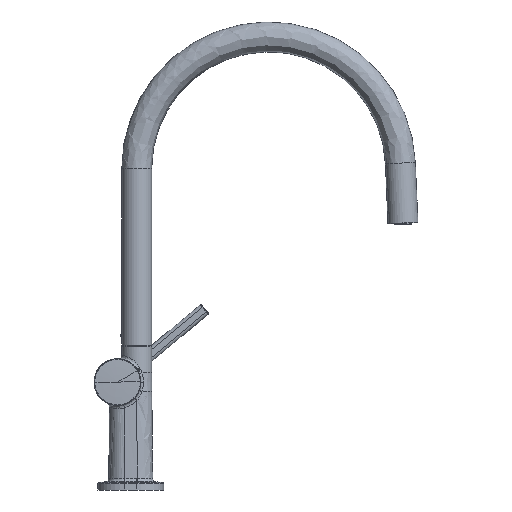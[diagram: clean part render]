
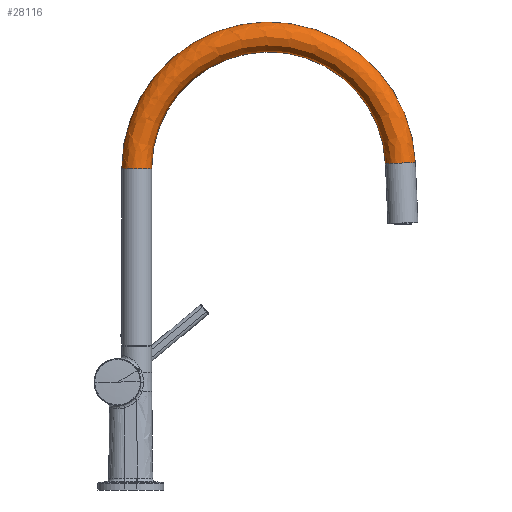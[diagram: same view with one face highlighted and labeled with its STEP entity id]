
A CAD part, front view. The second image highlights one B-rep face of the part: STEP entity #28116.
In plain terms, the highlighted free-form (B-spline) face has degree [5, 5] with [9, 6] control points.
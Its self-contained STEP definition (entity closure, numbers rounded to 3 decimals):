
#27671=CARTESIAN_POINT(' ',(0.,12.5,147.043));
#27676=CARTESIAN_POINT(' ',(8.333,12.5,147.043));
#27681=CARTESIAN_POINT(' ',(15.625,6.25,147.043));
#27686=CARTESIAN_POINT(' ',(16.667,-4.167,147.043));
#27691=CARTESIAN_POINT(' ',(10.,-12.5,147.043));
#27696=CARTESIAN_POINT(' ',(0.,-12.5,147.043));
#27701=CARTESIAN_POINT(' ',(0.,12.5,177.286));
#27706=CARTESIAN_POINT(' ',(8.333,12.5,177.286));
#27711=CARTESIAN_POINT(' ',(15.625,6.25,179.225));
#27716=CARTESIAN_POINT(' ',(16.667,-4.167,182.456));
#27721=CARTESIAN_POINT(' ',(10.,-12.5,185.041));
#27726=CARTESIAN_POINT(' ',(0.,-12.5,185.041));
#27731=CARTESIAN_POINT(' ',(0.,24.226,207.529));
#27736=CARTESIAN_POINT(' ',(8.333,24.226,207.529));
#27741=CARTESIAN_POINT(' ',(15.625,18.728,211.406));
#27746=CARTESIAN_POINT(' ',(16.667,9.564,217.869));
#27751=CARTESIAN_POINT(' ',(10.,2.233,223.038));
#27756=CARTESIAN_POINT(' ',(0.,2.233,223.038));
#27761=CARTESIAN_POINT(' ',(0.,47.657,231.477));
#27766=CARTESIAN_POINT(' ',(8.333,47.657,231.477));
#27771=CARTESIAN_POINT(' ',(15.625,43.661,236.89));
#27776=CARTESIAN_POINT(' ',(16.667,37.,245.91));
#27781=CARTESIAN_POINT(' ',(10.,31.672,253.127));
#27786=CARTESIAN_POINT(' ',(0.,31.672,253.127));
#27791=CARTESIAN_POINT(' ',(0.,107.617,256.243));
#27796=CARTESIAN_POINT(' ',(8.333,107.617,256.243));
#27801=CARTESIAN_POINT(' ',(15.625,107.465,263.243));
#27806=CARTESIAN_POINT(' ',(16.667,107.21,274.91));
#27811=CARTESIAN_POINT(' ',(10.,107.006,284.243));
#27816=CARTESIAN_POINT(' ',(0.,107.006,284.243));
#27821=CARTESIAN_POINT(' ',(0.,168.6,234.116));
#27826=CARTESIAN_POINT(' ',(8.333,168.6,234.116));
#27831=CARTESIAN_POINT(' ',(15.625,172.357,239.698));
#27836=CARTESIAN_POINT(' ',(16.667,178.618,249.));
#27841=CARTESIAN_POINT(' ',(10.,183.626,256.442));
#27846=CARTESIAN_POINT(' ',(0.,183.626,256.442));
#27851=CARTESIAN_POINT(' ',(0.,193.054,211.213));
#27856=CARTESIAN_POINT(' ',(8.333,193.054,211.213));
#27861=CARTESIAN_POINT(' ',(15.625,198.378,215.326));
#27866=CARTESIAN_POINT(' ',(16.667,207.251,222.182));
#27871=CARTESIAN_POINT(' ',(10.,214.35,227.667));
#27876=CARTESIAN_POINT(' ',(0.,214.35,227.667));
#27881=CARTESIAN_POINT(' ',(0.,206.088,181.51));
#27886=CARTESIAN_POINT(' ',(8.333,206.088,181.51));
#27891=CARTESIAN_POINT(' ',(15.625,212.248,183.72));
#27896=CARTESIAN_POINT(' ',(16.667,222.513,187.402));
#27901=CARTESIAN_POINT(' ',(10.,230.726,190.348));
#27906=CARTESIAN_POINT(' ',(0.,230.726,190.348));
#27911=CARTESIAN_POINT(' ',(0.,207.407,151.296));
#27916=CARTESIAN_POINT(' ',(8.333,207.407,151.296));
#27921=CARTESIAN_POINT(' ',(15.625,213.651,151.569));
#27926=CARTESIAN_POINT(' ',(16.667,224.058,152.023));
#27931=CARTESIAN_POINT(' ',(10.,232.383,152.386));
#27936=CARTESIAN_POINT(' ',(0.,232.383,152.386));
#27941=(BOUNDED_SURFACE()B_SPLINE_SURFACE(5,5,((#27671,#27676,#27681,#27686,#27691,#27696),(#27701,#27706,#27711,#27716,#27721,#27726),(#27731,#27736,#27741,#27746,#27751,#27756),(#27761,#27766,#27771,#27776,#27781,#27786),(#27791,#27796,#27801,#27806,#27811,#27816),(#27821,#27826,#27831,#27836,#27841,#27846),(#27851,#27856,#27861,#27866,#27871,#27876),(#27881,#27886,#27891,#27896,#27901,#27906),(#27911,#27916,#27921,#27926,#27931,#27936)),.UNSPECIFIED.,.F.,.F.,.U.)B_SPLINE_SURFACE_WITH_KNOTS((6,3,6),(6,6),(0.,180.797,361.595),(0.,39.27),.UNSPECIFIED.)GEOMETRIC_REPRESENTATION_ITEM()RATIONAL_B_SPLINE_SURFACE(((1.,0.6,0.4,0.3,0.25,0.25),(1.,0.6,0.4,0.3,0.25,0.25),(1.,0.6,0.4,0.3,0.25,0.25),(1.,0.6,0.4,0.3,0.25,0.25),(1.,0.6,0.4,0.3,0.25,0.25),(1.,0.6,0.4,0.3,0.25,0.25),(1.,0.6,0.4,0.3,0.25,0.25),(1.,0.6,0.4,0.3,0.25,0.25),(1.,0.6,0.4,0.3,0.25,0.25)))REPRESENTATION_ITEM(' ')SURFACE());
#27946=CARTESIAN_POINT(' ',(0.,219.895,151.841));
#27951=DIRECTION(' ',(0.,-0.044,0.999));
#27956=DIRECTION(' ',(0.,-0.999,-0.044));
#27961=AXIS2_PLACEMENT_3D(' ',#27946,#27951,#27956);
#27966=CIRCLE('',#27961,12.5);
#27971=CARTESIAN_POINT(' ',(0.,207.407,151.296));
#27972=VERTEX_POINT(' ',#27971);
#27976=CARTESIAN_POINT(' ',(0.,232.383,152.386));
#27977=VERTEX_POINT(' ',#27976);
#27981=EDGE_CURVE(' ',#27972,#27977,#27966,.T.);
#27986=ORIENTED_EDGE(' ',*,*,#27981,.T.);
#27991=CARTESIAN_POINT(' ',(0.,110.,147.043));
#27996=DIRECTION(' ',(-1.,0.,0.));
#28001=DIRECTION(' ',(0.,-1.,0.));
#28006=AXIS2_PLACEMENT_3D(' ',#27991,#27996,#28001);
#28011=CIRCLE('',#28006,122.5);
#28016=CARTESIAN_POINT(' ',(0.,-12.5,147.043));
#28017=VERTEX_POINT(' ',#28016);
#28021=EDGE_CURVE(' ',#28017,#27977,#28011,.T.);
#28026=ORIENTED_EDGE(' ',*,*,#28021,.F.);
#28031=CARTESIAN_POINT(' ',(0.,0.,147.043));
#28036=DIRECTION(' ',(0.,0.,-1.));
#28041=DIRECTION(' ',(0.,1.,0.));
#28046=AXIS2_PLACEMENT_3D(' ',#28031,#28036,#28041);
#28051=CIRCLE('',#28046,12.5);
#28056=CARTESIAN_POINT(' ',(0.,12.5,147.043));
#28057=VERTEX_POINT(' ',#28056);
#28061=EDGE_CURVE(' ',#28057,#28017,#28051,.T.);
#28066=ORIENTED_EDGE(' ',*,*,#28061,.F.);
#28071=CARTESIAN_POINT(' ',(0.,110.,147.043));
#28076=DIRECTION(' ',(-1.,0.,0.));
#28081=DIRECTION(' ',(0.,-1.,0.));
#28086=AXIS2_PLACEMENT_3D(' ',#28071,#28076,#28081);
#28091=CIRCLE('',#28086,97.5);
#28096=EDGE_CURVE(' ',#28057,#27972,#28091,.T.);
#28101=ORIENTED_EDGE(' ',*,*,#28096,.T.);
#28106=EDGE_LOOP(' ',(#27986,#28026,#28066,#28101));
#28111=FACE_OUTER_BOUND(' ',#28106,.T.);
#28116=ADVANCED_FACE('',(#28111),#27941,.T.);
